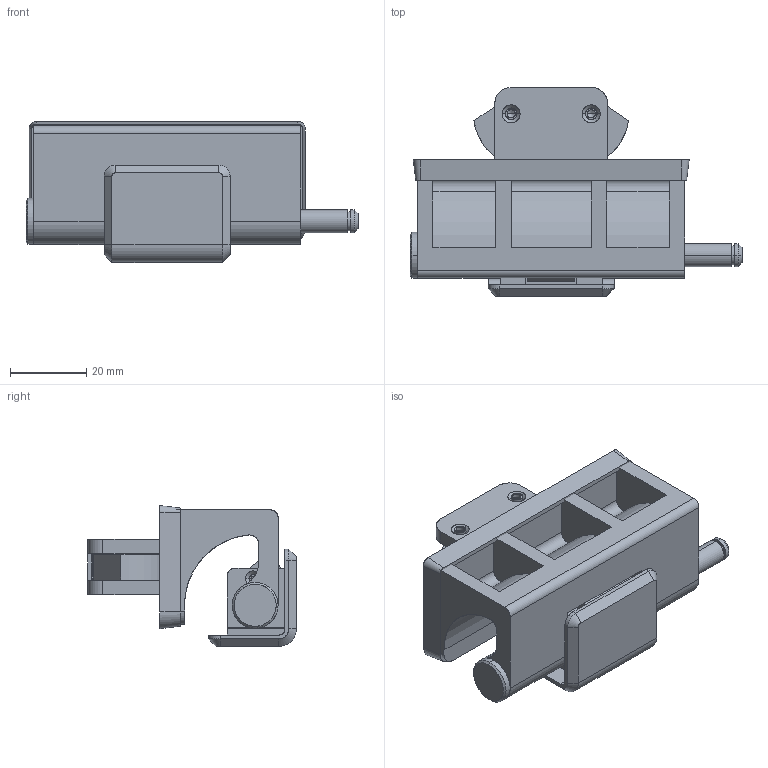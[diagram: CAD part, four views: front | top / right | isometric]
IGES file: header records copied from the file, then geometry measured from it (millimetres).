
Start section: SolidWorks IGES file using analytic representation for surfaces
Global section: file name: B-271-1.6.IGS; native system: SolidWorks 2014; preprocessor: SolidWorks 2014; author: 1300nh; date: 191024.132339; units: millimetre
Bounding box: 87 x 54.7 x 36.95 mm (x, y, z)
Surface area: 32165.1 mm2 (no closed solid volume)
Topology: 0 solids, 0 shells, 278 faces, 3884 edges, 3876 vertices
Faces by surface type: revolution 144, bspline 134
